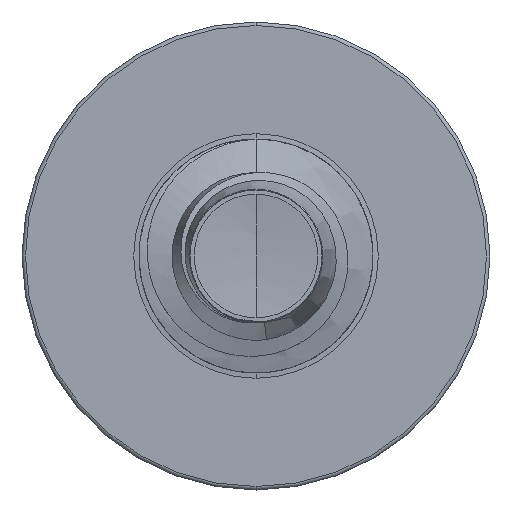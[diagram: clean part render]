
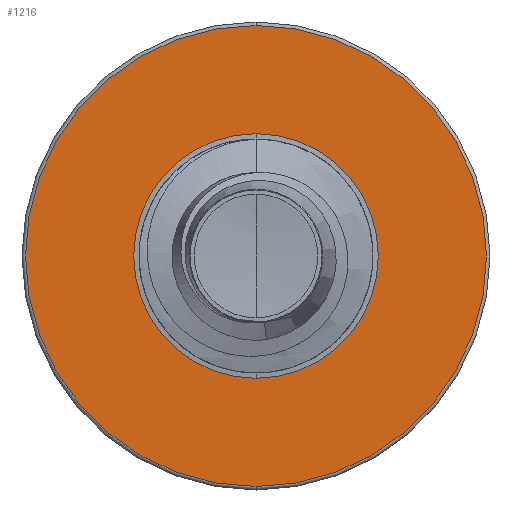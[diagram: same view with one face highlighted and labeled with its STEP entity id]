
A CAD part, front view. The second image highlights one B-rep face of the part: STEP entity #1216.
In plain terms, the highlighted planar face has unit normal (0, -1, 0).
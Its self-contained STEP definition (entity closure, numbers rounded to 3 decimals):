
#345 = CARTESIAN_POINT ( 'NONE',  ( 0., 7., -1.15 ) ) ;
#769 = EDGE_CURVE ( 'NONE', #9846, #16830, #11719, .T. ) ;
#1216 = ADVANCED_FACE ( 'NONE', ( #17387, #3014 ), #17635, .F. ) ;
#1499 = EDGE_LOOP ( 'NONE', ( #15081, #6204 ) ) ;
#2179 = AXIS2_PLACEMENT_3D ( 'NONE', #17825, #17501, #17439 ) ;
#3014 = FACE_BOUND ( 'NONE', #4518, .T. ) ;
#4518 = EDGE_LOOP ( 'NONE', ( #14112, #11381 ) ) ;
#4878 = EDGE_CURVE ( 'NONE', #16830, #9846, #5586, .T. ) ;
#5313 = AXIS2_PLACEMENT_3D ( 'NONE', #17708, #17543, #17649 ) ;
#5586 = CIRCLE ( 'NONE', #17474, 2.167 ) ;
#5727 = CARTESIAN_POINT ( 'NONE',  ( 0., 7., 0. ) ) ;
#5958 = DIRECTION ( 'NONE',  ( 0., 1., 0. ) ) ;
#6204 = ORIENTED_EDGE ( 'NONE', *, *, #769, .F. ) ;
#6292 = AXIS2_PLACEMENT_3D ( 'NONE', #5727, #15479, #7143 ) ;
#6701 = CARTESIAN_POINT ( 'NONE',  ( 0., 7., 0. ) ) ;
#6751 = CARTESIAN_POINT ( 'NONE',  ( 0., 7., 1.15 ) ) ;
#6755 = CARTESIAN_POINT ( 'NONE',  ( 0., 7., -2.167 ) ) ;
#6993 = VERTEX_POINT ( 'NONE', #345 ) ;
#7143 = DIRECTION ( 'NONE',  ( 0., 0., 1. ) ) ;
#8111 = DIRECTION ( 'NONE',  ( 0., 0., 1. ) ) ;
#9534 = EDGE_CURVE ( 'NONE', #6993, #11646, #15803, .T. ) ;
#9820 = CIRCLE ( 'NONE', #6292, 1.15 ) ;
#9846 = VERTEX_POINT ( 'NONE', #6755 ) ;
#11381 = ORIENTED_EDGE ( 'NONE', *, *, #9534, .T. ) ;
#11513 = AXIS2_PLACEMENT_3D ( 'NONE', #6701, #16440, #8111 ) ;
#11646 = VERTEX_POINT ( 'NONE', #6751 ) ;
#11719 = CIRCLE ( 'NONE', #5313, 2.167 ) ;
#14112 = ORIENTED_EDGE ( 'NONE', *, *, #14217, .T. ) ;
#14217 = EDGE_CURVE ( 'NONE', #11646, #6993, #9820, .T. ) ;
#14292 = CARTESIAN_POINT ( 'NONE',  ( 0., 7., 0. ) ) ;
#15081 = ORIENTED_EDGE ( 'NONE', *, *, #4878, .F. ) ;
#15479 = DIRECTION ( 'NONE',  ( 0., 1., 0. ) ) ;
#15701 = DIRECTION ( 'NONE',  ( 0., 0., 1. ) ) ;
#15803 = CIRCLE ( 'NONE', #11513, 1.15 ) ;
#16195 = CARTESIAN_POINT ( 'NONE',  ( 0., 7., 2.167 ) ) ;
#16440 = DIRECTION ( 'NONE',  ( 0., 1., 0. ) ) ;
#16830 = VERTEX_POINT ( 'NONE', #16195 ) ;
#17387 = FACE_OUTER_BOUND ( 'NONE', #1499, .T. ) ;
#17439 = DIRECTION ( 'NONE',  ( 0., 0., 1. ) ) ;
#17474 = AXIS2_PLACEMENT_3D ( 'NONE', #14292, #5958, #15701 ) ;
#17501 = DIRECTION ( 'NONE',  ( 0., 1., 0. ) ) ;
#17543 = DIRECTION ( 'NONE',  ( 0., 1., 0. ) ) ;
#17635 = PLANE ( 'NONE',  #2179 ) ;
#17649 = DIRECTION ( 'NONE',  ( 0., 0., 1. ) ) ;
#17708 = CARTESIAN_POINT ( 'NONE',  ( 0., 7., 0. ) ) ;
#17825 = CARTESIAN_POINT ( 'NONE',  ( 0., 7., -1.15 ) ) ;
